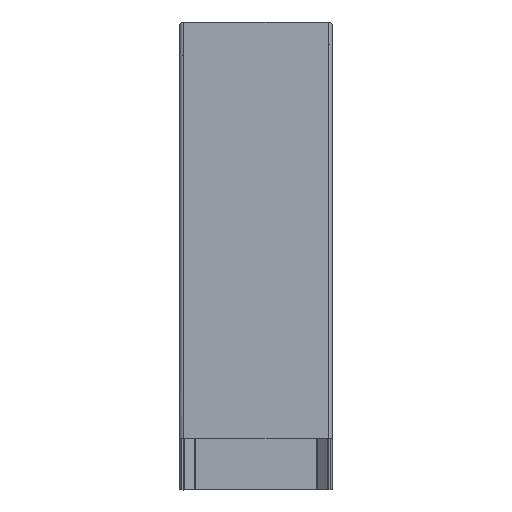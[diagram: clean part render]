
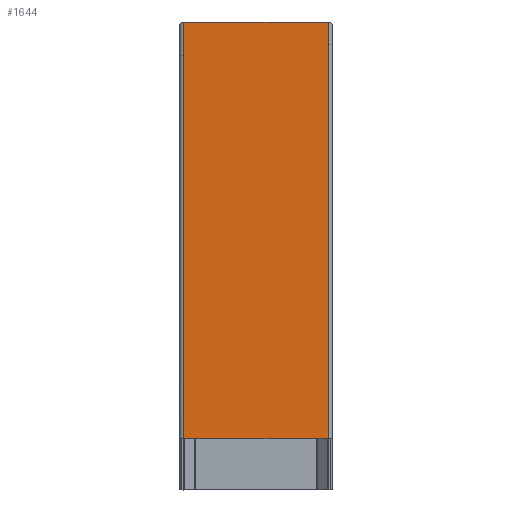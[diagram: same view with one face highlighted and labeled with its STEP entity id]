
A CAD part, top view. The second image highlights one B-rep face of the part: STEP entity #1644.
In plain terms, the highlighted face is planar.
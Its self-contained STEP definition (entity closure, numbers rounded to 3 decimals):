
#108 = EDGE_CURVE ( 'NONE', #306, #4097, #1621, .T. ) ;
#146 = ORIENTED_EDGE ( 'NONE', *, *, #2015, .T. ) ;
#149 = DIRECTION ( 'NONE',  ( 0., 0., -1. ) ) ;
#273 = LINE ( 'NONE', #1871, #2227 ) ;
#306 = VERTEX_POINT ( 'NONE', #545 ) ;
#452 = DIRECTION ( 'NONE',  ( 1., 0., 0. ) ) ;
#495 = VECTOR ( 'NONE', #149, 1000. ) ;
#545 = CARTESIAN_POINT ( 'NONE',  ( 82.69, -80.568, -163.704 ) ) ;
#725 = CARTESIAN_POINT ( 'NONE',  ( 92.69, -80.568, -163.704 ) ) ;
#748 = DIRECTION ( 'NONE',  ( 1., 0., 0. ) ) ;
#792 = VERTEX_POINT ( 'NONE', #4032 ) ;
#999 = VECTOR ( 'NONE', #2681, 1000. ) ;
#1095 = CARTESIAN_POINT ( 'NONE',  ( 139.593, -80.568, -163.704 ) ) ;
#1143 = ORIENTED_EDGE ( 'NONE', *, *, #108, .F. ) ;
#1621 = LINE ( 'NONE', #725, #4452 ) ;
#1638 = CARTESIAN_POINT ( 'NONE',  ( 72.69, -80.568, -2000. ) ) ;
#1644 = ADVANCED_FACE ( 'NONE', ( #2788 ), #3755, .T. ) ;
#1657 = EDGE_CURVE ( 'NONE', #792, #4097, #3386, .T. ) ;
#1871 = CARTESIAN_POINT ( 'NONE',  ( 72.69, -80.568, 0. ) ) ;
#1999 = DIRECTION ( 'NONE',  ( 0., 0., 1. ) ) ;
#2015 = EDGE_CURVE ( 'NONE', #2168, #792, #273, .T. ) ;
#2168 = VERTEX_POINT ( 'NONE', #3571 ) ;
#2227 = VECTOR ( 'NONE', #748, 1000. ) ;
#2326 = CARTESIAN_POINT ( 'NONE',  ( 82.69, -80.568, -2000. ) ) ;
#2653 = EDGE_LOOP ( 'NONE', ( #3427, #1143, #4185, #146 ) ) ;
#2681 = DIRECTION ( 'NONE',  ( 0., 0., 1. ) ) ;
#2788 = FACE_OUTER_BOUND ( 'NONE', #2653, .T. ) ;
#2815 = EDGE_CURVE ( 'NONE', #306, #2168, #2923, .T. ) ;
#2923 = LINE ( 'NONE', #2326, #999 ) ;
#3386 = LINE ( 'NONE', #4473, #495 ) ;
#3427 = ORIENTED_EDGE ( 'NONE', *, *, #1657, .T. ) ;
#3428 = AXIS2_PLACEMENT_3D ( 'NONE', #1638, #4113, #1999 ) ;
#3571 = CARTESIAN_POINT ( 'NONE',  ( 82.69, -80.568, 0. ) ) ;
#3755 = PLANE ( 'NONE',  #3428 ) ;
#4032 = CARTESIAN_POINT ( 'NONE',  ( 139.593, -80.568, 0. ) ) ;
#4097 = VERTEX_POINT ( 'NONE', #1095 ) ;
#4113 = DIRECTION ( 'NONE',  ( 0., 1., 0. ) ) ;
#4185 = ORIENTED_EDGE ( 'NONE', *, *, #2815, .T. ) ;
#4452 = VECTOR ( 'NONE', #452, 1000. ) ;
#4473 = CARTESIAN_POINT ( 'NONE',  ( 139.593, -80.568, -2000. ) ) ;
